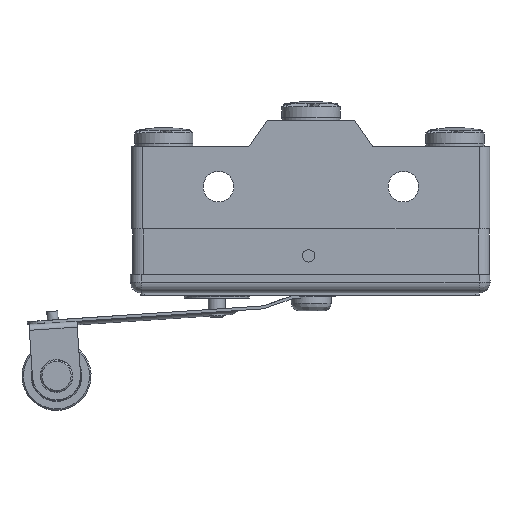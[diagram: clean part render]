
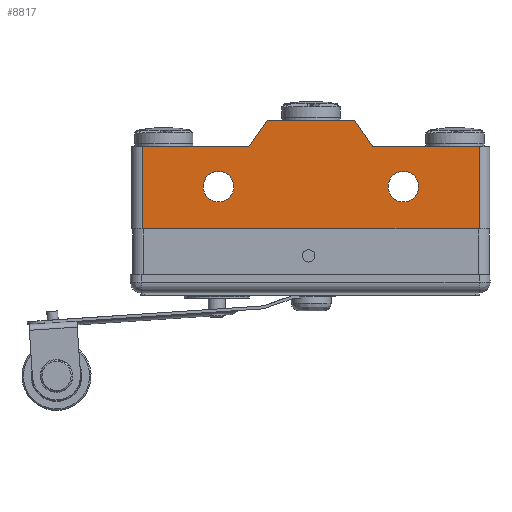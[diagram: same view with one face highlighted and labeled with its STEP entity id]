
A CAD part, left-side view. The second image highlights one B-rep face of the part: STEP entity #8817.
In plain terms, the highlighted planar face has unit normal (-1, 0, 0).
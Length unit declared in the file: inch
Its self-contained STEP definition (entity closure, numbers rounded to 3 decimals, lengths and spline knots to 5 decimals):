
#60 = VERTEX_POINT ( 'NONE', #14090 ) ;
#122 = EDGE_CURVE ( 'NONE', #60, #7108, #8831, .T. ) ;
#260 = CARTESIAN_POINT ( 'NONE',  ( -0.3435, 0.33117, 0.69291 ) ) ;
#540 = CARTESIAN_POINT ( 'NONE',  ( -0.3435, 0.96457, 0.69291 ) ) ;
#786 = VECTOR ( 'NONE', #3956, 39.37008 ) ;
#885 = ORIENTED_EDGE ( 'NONE', *, *, #3172, .F. ) ;
#999 = ORIENTED_EDGE ( 'NONE', *, *, #3726, .F. ) ;
#1496 = ORIENTED_EDGE ( 'NONE', *, *, #22001, .F. ) ;
#2264 = CARTESIAN_POINT ( 'NONE',  ( -0.3435, 0.90551, 0.69291 ) ) ;
#2548 = VERTEX_POINT ( 'NONE', #22413 ) ;
#2803 = DIRECTION ( 'NONE',  ( 0., -1., 0. ) ) ;
#3034 = DIRECTION ( 'NONE',  ( 0., -0.569, -0.823 ) ) ;
#3172 = EDGE_CURVE ( 'NONE', #12053, #14603, #20587, .T. ) ;
#3377 = CARTESIAN_POINT ( 'NONE',  ( -0.3435, -1.04724, 0.24803 ) ) ;
#3726 = EDGE_CURVE ( 'NONE', #7108, #12053, #20283, .T. ) ;
#3823 = CARTESIAN_POINT ( 'NONE',  ( -0.3435, -0.91339, 0.69291 ) ) ;
#3956 = DIRECTION ( 'NONE',  ( 0., -1., 0. ) ) ;
#4404 = LINE ( 'NONE', #260, #19281 ) ;
#4407 = ORIENTED_EDGE ( 'NONE', *, *, #6390, .F. ) ;
#4545 = VERTEX_POINT ( 'NONE', #15536 ) ;
#4767 = CARTESIAN_POINT ( 'NONE',  ( -0.3435, -0.91339, 0.24803 ) ) ;
#5784 = EDGE_CURVE ( 'NONE', #7079, #12884, #4404, .T. ) ;
#6390 = EDGE_CURVE ( 'NONE', #12884, #60, #22150, .T. ) ;
#6459 = CARTESIAN_POINT ( 'NONE',  ( -0.3435, 0.96457, 0.83465 ) ) ;
#6785 = VECTOR ( 'NONE', #3034, 39.37008 ) ;
#7079 = VERTEX_POINT ( 'NONE', #24017 ) ;
#7108 = VERTEX_POINT ( 'NONE', #9094 ) ;
#7869 = VECTOR ( 'NONE', #18957, 39.37008 ) ;
#7885 = CARTESIAN_POINT ( 'NONE',  ( -0.3435, -0.42126, 0.47638 ) ) ;
#8273 = ORIENTED_EDGE ( 'NONE', *, *, #16398, .F. ) ;
#8604 = CARTESIAN_POINT ( 'NONE',  ( -0.3435, -0.24016, 0.83465 ) ) ;
#8730 = FACE_OUTER_BOUND ( 'NONE', #9301, .T. ) ;
#8817 = ADVANCED_FACE ( 'NONE', ( #23588, #8730, #20097 ), #19998, .F. ) ;
#8831 = LINE ( 'NONE', #8604, #6785 ) ;
#9094 = CARTESIAN_POINT ( 'NONE',  ( -0.3435, -0.33812, 0.69291 ) ) ;
#9301 = EDGE_LOOP ( 'NONE', ( #12295, #4407, #22287, #16705, #10320, #14142, #885, #999 ) ) ;
#9919 = CARTESIAN_POINT ( 'NONE',  ( -0.3435, 0.23228, 0.83465 ) ) ;
#10233 = LINE ( 'NONE', #2264, #7869 ) ;
#10320 = ORIENTED_EDGE ( 'NONE', *, *, #18172, .F. ) ;
#10795 = DIRECTION ( 'NONE',  ( 0., -1., 0. ) ) ;
#11358 = CIRCLE ( 'NONE', #22597, 0.08268 ) ;
#11507 = LINE ( 'NONE', #3377, #22914 ) ;
#11562 = AXIS2_PLACEMENT_3D ( 'NONE', #15988, #14175, #21646 ) ;
#11800 = DIRECTION ( 'NONE',  ( 0., 1., 0. ) ) ;
#12053 = VERTEX_POINT ( 'NONE', #21656 ) ;
#12295 = ORIENTED_EDGE ( 'NONE', *, *, #122, .F. ) ;
#12774 = VECTOR ( 'NONE', #19490, 39.37008 ) ;
#12884 = VERTEX_POINT ( 'NONE', #9919 ) ;
#13069 = EDGE_LOOP ( 'NONE', ( #8273 ) ) ;
#13097 = VERTEX_POINT ( 'NONE', #20490 ) ;
#13421 = CIRCLE ( 'NONE', #20959, 0.08268 ) ;
#13740 = DIRECTION ( 'NONE',  ( -1., 0., 0. ) ) ;
#14090 = CARTESIAN_POINT ( 'NONE',  ( -0.3435, -0.24016, 0.83465 ) ) ;
#14142 = ORIENTED_EDGE ( 'NONE', *, *, #19913, .T. ) ;
#14175 = DIRECTION ( 'NONE',  ( 1., 0., 0. ) ) ;
#14603 = VERTEX_POINT ( 'NONE', #4767 ) ;
#15050 = EDGE_LOOP ( 'NONE', ( #1496 ) ) ;
#15429 = VECTOR ( 'NONE', #2803, 39.37008 ) ;
#15451 = CARTESIAN_POINT ( 'NONE',  ( -0.3435, 0.49606, 0.47638 ) ) ;
#15536 = CARTESIAN_POINT ( 'NONE',  ( -0.3435, 0.57874, 0.47638 ) ) ;
#15974 = DIRECTION ( 'NONE',  ( 0., 1., 0. ) ) ;
#15988 = CARTESIAN_POINT ( 'NONE',  ( -0.3435, 0.96457, 0.69291 ) ) ;
#16398 = EDGE_CURVE ( 'NONE', #22671, #22671, #13421, .T. ) ;
#16705 = ORIENTED_EDGE ( 'NONE', *, *, #22895, .F. ) ;
#16786 = DIRECTION ( 'NONE',  ( 0., -0.572, 0.82 ) ) ;
#17941 = DIRECTION ( 'NONE',  ( -1., 0., 0. ) ) ;
#18070 = LINE ( 'NONE', #19657, #15429 ) ;
#18172 = EDGE_CURVE ( 'NONE', #2548, #13097, #10233, .T. ) ;
#18957 = DIRECTION ( 'NONE',  ( 0., 0., 1. ) ) ;
#19281 = VECTOR ( 'NONE', #16786, 39.37008 ) ;
#19490 = DIRECTION ( 'NONE',  ( 0., -1., 0. ) ) ;
#19657 = CARTESIAN_POINT ( 'NONE',  ( -0.3435, 0.96457, 0.69291 ) ) ;
#19913 = EDGE_CURVE ( 'NONE', #2548, #14603, #11507, .T. ) ;
#19998 = PLANE ( 'NONE',  #11562 ) ;
#20097 = FACE_BOUND ( 'NONE', #15050, .T. ) ;
#20283 = LINE ( 'NONE', #540, #786 ) ;
#20490 = CARTESIAN_POINT ( 'NONE',  ( -0.3435, 0.90551, 0.69291 ) ) ;
#20587 = LINE ( 'NONE', #3823, #23252 ) ;
#20786 = DIRECTION ( 'NONE',  ( 0., 0., -1. ) ) ;
#20959 = AXIS2_PLACEMENT_3D ( 'NONE', #21791, #17941, #15974 ) ;
#21646 = DIRECTION ( 'NONE',  ( 0., -1., 0. ) ) ;
#21656 = CARTESIAN_POINT ( 'NONE',  ( -0.3435, -0.91339, 0.69291 ) ) ;
#21791 = CARTESIAN_POINT ( 'NONE',  ( -0.3435, -0.50394, 0.47638 ) ) ;
#22001 = EDGE_CURVE ( 'NONE', #4545, #4545, #11358, .T. ) ;
#22150 = LINE ( 'NONE', #6459, #12774 ) ;
#22287 = ORIENTED_EDGE ( 'NONE', *, *, #5784, .F. ) ;
#22413 = CARTESIAN_POINT ( 'NONE',  ( -0.3435, 0.90551, 0.24803 ) ) ;
#22597 = AXIS2_PLACEMENT_3D ( 'NONE', #15451, #13740, #11800 ) ;
#22671 = VERTEX_POINT ( 'NONE', #7885 ) ;
#22895 = EDGE_CURVE ( 'NONE', #13097, #7079, #18070, .T. ) ;
#22914 = VECTOR ( 'NONE', #10795, 39.37008 ) ;
#23252 = VECTOR ( 'NONE', #20786, 39.37008 ) ;
#23588 = FACE_BOUND ( 'NONE', #13069, .T. ) ;
#24017 = CARTESIAN_POINT ( 'NONE',  ( -0.3435, 0.33117, 0.69291 ) ) ;
